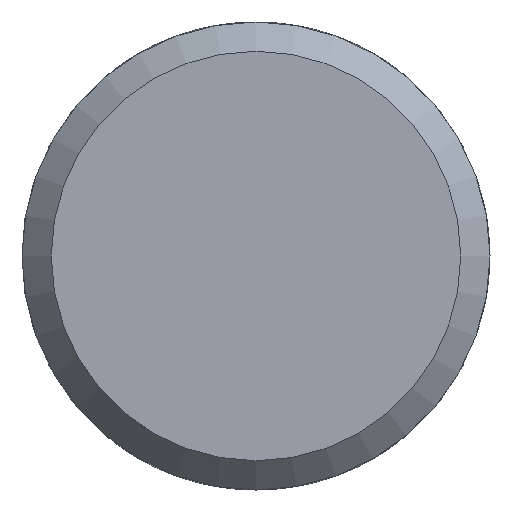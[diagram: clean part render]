
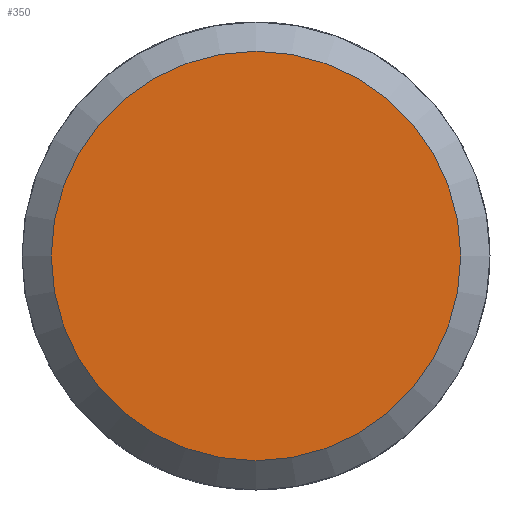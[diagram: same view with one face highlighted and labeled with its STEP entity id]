
A CAD part, left-side view. The second image highlights one B-rep face of the part: STEP entity #350.
In plain terms, the highlighted planar face has unit normal (-1, 0, 0).
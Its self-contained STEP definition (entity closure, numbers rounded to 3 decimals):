
#58=FACE_OUTER_BOUND('',#83,.T.);
#83=EDGE_LOOP('',(#282));
#143=CIRCLE('',#393,3.5);
#170=VERTEX_POINT('',#608);
#210=EDGE_CURVE('',#170,#170,#143,.T.);
#282=ORIENTED_EDGE('',*,*,#210,.F.);
#335=PLANE('',#397);
#350=ADVANCED_FACE('',(#58),#335,.F.);
#393=AXIS2_PLACEMENT_3D('',#609,#462,#463);
#397=AXIS2_PLACEMENT_3D('',#695,#472,#473);
#462=DIRECTION('center_axis',(1.,0.,0.));
#463=DIRECTION('ref_axis',(0.,1.,0.));
#472=DIRECTION('center_axis',(1.,0.,0.));
#473=DIRECTION('ref_axis',(0.,0.,-1.));
#608=CARTESIAN_POINT('',(-4.,-3.5,0.));
#609=CARTESIAN_POINT('Origin',(-4.,0.,0.));
#695=CARTESIAN_POINT('Origin',(-4.,0.,0.));
